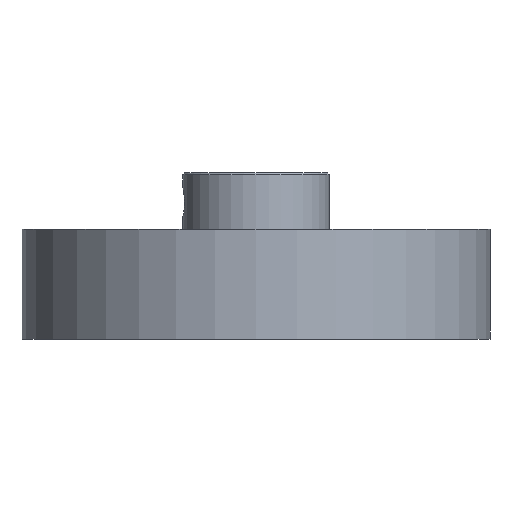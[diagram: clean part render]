
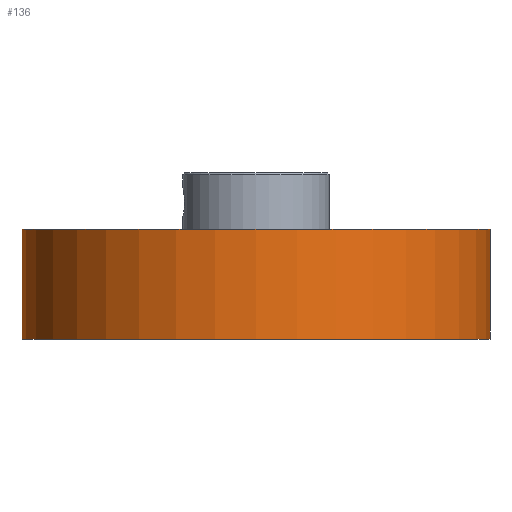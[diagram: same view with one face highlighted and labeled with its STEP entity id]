
A CAD part, front view. The second image highlights one B-rep face of the part: STEP entity #136.
In plain terms, the highlighted cylindrical face has radius 50.8 mm (diameter 101.6 mm), a partial arc.
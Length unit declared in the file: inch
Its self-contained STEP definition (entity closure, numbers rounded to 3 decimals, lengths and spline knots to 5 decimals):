
#95=CARTESIAN_POINT('',(0.0,0.0,0.0));
#96=DIRECTION('',(0.0,0.0,1.0));
#97=DIRECTION('',(-1.0,0.0,0.0));
#98=AXIS2_PLACEMENT_3D('',#95,#96,#97);
#99=CYLINDRICAL_SURFACE('',#98,2.0);
#100=CARTESIAN_POINT('',(-2.0,0.,-0.47));
#101=VERTEX_POINT('',#100);
#102=CARTESIAN_POINT('',(-2.0,0.,0.47));
#103=VERTEX_POINT('',#102);
#104=CARTESIAN_POINT('',(-2.0,0.,-0.47));
#105=DIRECTION('',(0.0,0.0,1.0));
#106=VECTOR('',#105,0.94);
#107=LINE('',#104,#106);
#108=EDGE_CURVE('',#101,#103,#107,.T.);
#109=ORIENTED_EDGE('',*,*,#108,.F.);
#110=CARTESIAN_POINT('',(2.0,0.,-0.47));
#111=VERTEX_POINT('',#110);
#112=CARTESIAN_POINT('',(0.0,0.0,-0.47));
#113=DIRECTION('',(0.0,0.0,1.0));
#114=DIRECTION('',(-1.0,0.0,0.0));
#115=AXIS2_PLACEMENT_3D('',#112,#113,#114);
#116=CIRCLE('',#115,2.0);
#117=EDGE_CURVE('',#101,#111,#116,.T.);
#118=ORIENTED_EDGE('',*,*,#117,.T.);
#119=CARTESIAN_POINT('',(2.0,0.,0.47));
#120=VERTEX_POINT('',#119);
#121=CARTESIAN_POINT('',(2.0,0.,0.47));
#122=DIRECTION('',(0.0,0.0,-1.0));
#123=VECTOR('',#122,0.94);
#124=LINE('',#121,#123);
#125=EDGE_CURVE('',#120,#111,#124,.T.);
#126=ORIENTED_EDGE('',*,*,#125,.F.);
#127=CARTESIAN_POINT('',(0.0,0.0,0.47));
#128=DIRECTION('',(0.0,0.0,-1.0));
#129=DIRECTION('',(-1.0,0.0,0.0));
#130=AXIS2_PLACEMENT_3D('',#127,#128,#129);
#131=CIRCLE('',#130,2.0);
#132=EDGE_CURVE('',#120,#103,#131,.T.);
#133=ORIENTED_EDGE('',*,*,#132,.T.);
#134=EDGE_LOOP('',(#109,#118,#126,#133));
#135=FACE_OUTER_BOUND('',#134,.T.);
#136=ADVANCED_FACE('',(#135),#99,.T.);
